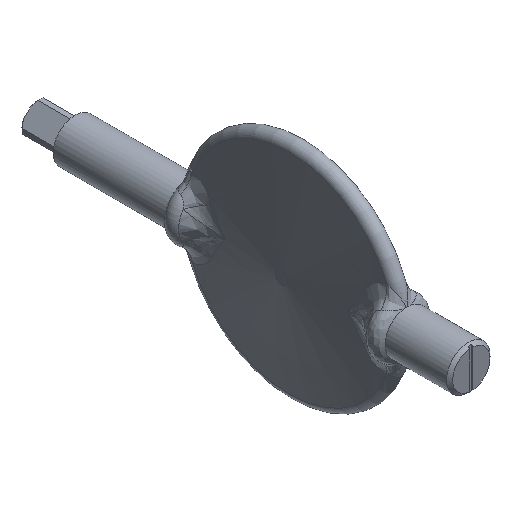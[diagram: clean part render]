
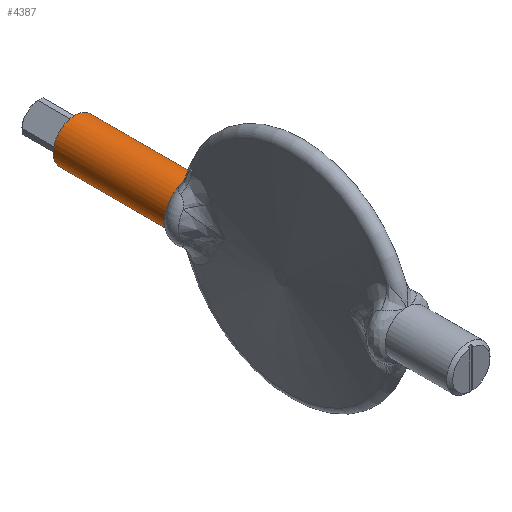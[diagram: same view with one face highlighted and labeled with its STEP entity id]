
A CAD part, isometric view. The second image highlights one B-rep face of the part: STEP entity #4387.
In plain terms, the highlighted cylindrical face has radius 7 mm (diameter 14 mm), a full revolution.
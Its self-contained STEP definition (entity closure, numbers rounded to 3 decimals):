
#129=CARTESIAN_POINT('',(-0.145,35.309,-6.998));
#130=VERTEX_POINT('',#129);
#131=CARTESIAN_POINT('',(-1.134,35.278,-6.907));
#132=VERTEX_POINT('',#131);
#133=CARTESIAN_POINT('',(-0.145,35.309,-6.998));
#134=CARTESIAN_POINT('',(-0.24,35.304,-6.997));
#135=CARTESIAN_POINT('',(-0.336,35.299,-6.993));
#136=CARTESIAN_POINT('',(-0.667,35.285,-6.972));
#137=CARTESIAN_POINT('',(-0.902,35.278,-6.946));
#138=CARTESIAN_POINT('',(-1.134,35.278,-6.907));
#139=B_SPLINE_CURVE_WITH_KNOTS('',3,(#133,#134,#135,#136,#137,#138),.UNSPECIFIED.,.F.,.U.,(4,2,4),(0.0,0.029,0.1),.UNSPECIFIED.);
#140=EDGE_CURVE('',#130,#132,#139,.T.);
#681=CARTESIAN_POINT('',(-1.134,35.278,6.907));
#682=VERTEX_POINT('',#681);
#683=CARTESIAN_POINT('',(-0.145,35.309,6.998));
#684=VERTEX_POINT('',#683);
#685=CARTESIAN_POINT('',(-1.134,35.278,6.907));
#686=CARTESIAN_POINT('',(-0.905,35.278,6.945));
#687=CARTESIAN_POINT('',(-0.673,35.284,6.971));
#688=CARTESIAN_POINT('',(-0.342,35.299,6.992));
#689=CARTESIAN_POINT('',(-0.244,35.303,6.996));
#690=CARTESIAN_POINT('',(-0.145,35.309,6.998));
#691=B_SPLINE_CURVE_WITH_KNOTS('',3,(#685,#686,#687,#688,#689,#690),.UNSPECIFIED.,.F.,.U.,(4,2,4),(0.0,0.07,0.099),.UNSPECIFIED.);
#692=EDGE_CURVE('',#682,#684,#691,.T.);
#794=CARTESIAN_POINT('',(0.145,35.309,6.998));
#795=VERTEX_POINT('',#794);
#810=CARTESIAN_POINT('',(0.145,35.309,6.998));
#811=CARTESIAN_POINT('',(0.121,35.31,6.999));
#812=CARTESIAN_POINT('',(0.097,35.311,6.999));
#813=CARTESIAN_POINT('',(0.,35.314,7.));
#814=CARTESIAN_POINT('',(-0.073,35.313,7.));
#815=CARTESIAN_POINT('',(-0.145,35.309,6.998));
#816=B_SPLINE_CURVE_WITH_KNOTS('',3,(#810,#811,#812,#813,#814,#815),.UNSPECIFIED.,.F.,.U.,(4,2,4),(-0.388,-0.381,-0.359),.UNSPECIFIED.);
#817=EDGE_CURVE('',#795,#684,#816,.T.);
#920=CARTESIAN_POINT('',(0.145,35.309,-6.998));
#921=VERTEX_POINT('',#920);
#922=CARTESIAN_POINT('',(-0.145,35.309,-6.998));
#923=CARTESIAN_POINT('',(-0.121,35.31,-6.999));
#924=CARTESIAN_POINT('',(-0.097,35.311,-6.999));
#925=CARTESIAN_POINT('',(0.,35.314,-7.));
#926=CARTESIAN_POINT('',(0.073,35.313,-7.));
#927=CARTESIAN_POINT('',(0.145,35.309,-6.998));
#928=B_SPLINE_CURVE_WITH_KNOTS('',3,(#922,#923,#924,#925,#926,#927),.UNSPECIFIED.,.F.,.U.,(4,2,4),(-0.388,-0.381,-0.359),.UNSPECIFIED.);
#929=EDGE_CURVE('',#130,#921,#928,.T.);
#2979=CARTESIAN_POINT('',(1.134,35.278,6.907));
#2980=VERTEX_POINT('',#2979);
#2981=CARTESIAN_POINT('',(0.145,35.309,6.998));
#2982=CARTESIAN_POINT('',(0.24,35.304,6.997));
#2983=CARTESIAN_POINT('',(0.336,35.299,6.993));
#2984=CARTESIAN_POINT('',(0.667,35.285,6.972));
#2985=CARTESIAN_POINT('',(0.902,35.278,6.946));
#2986=CARTESIAN_POINT('',(1.134,35.278,6.907));
#2987=B_SPLINE_CURVE_WITH_KNOTS('',3,(#2981,#2982,#2983,#2984,#2985,#2986),.UNSPECIFIED.,.F.,.U.,(4,2,4),(0.0,0.029,0.1),.UNSPECIFIED.);
#2988=EDGE_CURVE('',#795,#2980,#2987,.T.);
#3124=CARTESIAN_POINT('',(1.134,35.278,-6.907));
#3125=VERTEX_POINT('',#3124);
#3126=CARTESIAN_POINT('',(1.134,35.278,-6.907));
#3127=CARTESIAN_POINT('',(0.905,35.278,-6.945));
#3128=CARTESIAN_POINT('',(0.673,35.284,-6.971));
#3129=CARTESIAN_POINT('',(0.342,35.299,-6.992));
#3130=CARTESIAN_POINT('',(0.244,35.303,-6.996));
#3131=CARTESIAN_POINT('',(0.145,35.309,-6.998));
#3132=B_SPLINE_CURVE_WITH_KNOTS('',3,(#3126,#3127,#3128,#3129,#3130,#3131),.UNSPECIFIED.,.F.,.U.,(4,2,4),(0.0,0.07,0.099),.UNSPECIFIED.);
#3133=EDGE_CURVE('',#3125,#921,#3132,.T.);
#3255=CARTESIAN_POINT('',(0.0,35.278,0.0));
#3256=DIRECTION('',(0.0,-1.0,0.0));
#3257=DIRECTION('',(1.0,0.0,0.0));
#3258=AXIS2_PLACEMENT_3D('',#3255,#3256,#3257);
#3259=CIRCLE('',#3258,7.);
#3260=EDGE_CURVE('',#3125,#2980,#3259,.T.);
#4355=CARTESIAN_POINT('',(0.0,71.5,0.0));
#4356=DIRECTION('',(0.0,-1.0,0.0));
#4357=DIRECTION('',(1.0,0.0,0.0));
#4358=AXIS2_PLACEMENT_3D('',#4355,#4356,#4357);
#4359=CYLINDRICAL_SURFACE('',#4358,7.);
#4360=ORIENTED_EDGE('',*,*,#692,.T.);
#4361=ORIENTED_EDGE('',*,*,#817,.F.);
#4362=ORIENTED_EDGE('',*,*,#2988,.T.);
#4363=ORIENTED_EDGE('',*,*,#3260,.F.);
#4364=ORIENTED_EDGE('',*,*,#3133,.T.);
#4365=ORIENTED_EDGE('',*,*,#929,.F.);
#4366=ORIENTED_EDGE('',*,*,#140,.T.);
#4367=CARTESIAN_POINT('',(0.0,35.278,0.0));
#4368=DIRECTION('',(0.0,-1.0,0.0));
#4369=DIRECTION('',(1.0,0.0,0.0));
#4370=AXIS2_PLACEMENT_3D('',#4367,#4368,#4369);
#4371=CIRCLE('',#4370,7.);
#4372=EDGE_CURVE('',#682,#132,#4371,.T.);
#4373=ORIENTED_EDGE('',*,*,#4372,.F.);
#4374=EDGE_LOOP('',(#4360,#4361,#4362,#4363,#4364,#4365,#4366,#4373));
#4375=FACE_OUTER_BOUND('',#4374,.T.);
#4376=CARTESIAN_POINT('',(-7.,71.5,0.));
#4377=VERTEX_POINT('',#4376);
#4378=CARTESIAN_POINT('',(0.0,71.5,0.0));
#4379=DIRECTION('',(0.0,-1.0,0.0));
#4380=DIRECTION('',(1.0,0.0,0.0));
#4381=AXIS2_PLACEMENT_3D('',#4378,#4379,#4380);
#4382=CIRCLE('',#4381,7.);
#4383=EDGE_CURVE('',#4377,#4377,#4382,.T.);
#4384=ORIENTED_EDGE('',*,*,#4383,.T.);
#4385=EDGE_LOOP('',(#4384));
#4386=FACE_BOUND('',#4385,.T.);
#4387=ADVANCED_FACE('',(#4375,#4386),#4359,.T.);
